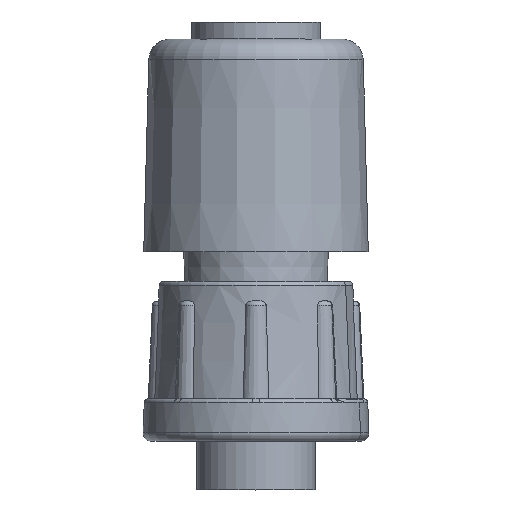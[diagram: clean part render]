
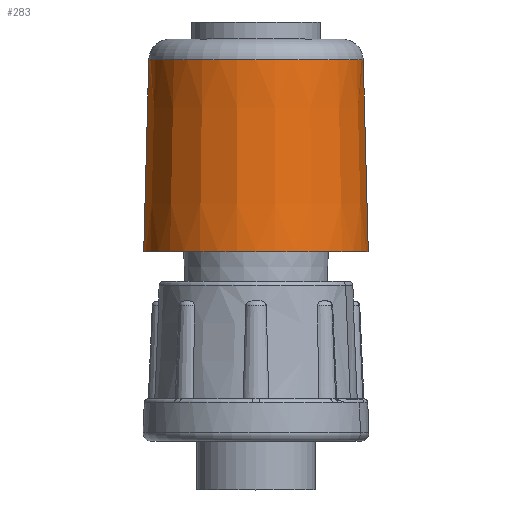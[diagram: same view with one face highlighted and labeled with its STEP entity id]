
A CAD part, top view. The second image highlights one B-rep face of the part: STEP entity #283.
In plain terms, the highlighted conical face has half-angle 1.5 degrees and reference radius 6.706 mm.
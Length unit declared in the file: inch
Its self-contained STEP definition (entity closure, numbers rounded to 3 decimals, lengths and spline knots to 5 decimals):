
#118 = DIRECTION ( 'NONE',  ( 0.026, -1., 0. ) ) ;
#262 = ORIENTED_EDGE ( 'NONE', *, *, #587, .T. ) ;
#283 = ADVANCED_FACE ( 'NONE', ( #730 ), #595, .T. ) ;
#468 = DIRECTION ( 'NONE',  ( 0., -1., 0. ) ) ;
#530 = AXIS2_PLACEMENT_3D ( 'NONE', #3857, #1545, #1915 ) ;
#587 = EDGE_CURVE ( 'NONE', #3949, #1731, #913, .T. ) ;
#595 = CONICAL_SURFACE ( 'NONE', #530, 0.264, 0.026 ) ;
#685 = EDGE_LOOP ( 'NONE', ( #2373, #262, #4546, #4535 ) ) ;
#717 = CIRCLE ( 'NONE', #1572, 0.264 ) ;
#730 = FACE_OUTER_BOUND ( 'NONE', #685, .T. ) ;
#913 = CIRCLE ( 'NONE', #1750, 0.25218 ) ;
#966 = CARTESIAN_POINT ( 'NONE',  ( 0., 0.45131, 0. ) ) ;
#1364 = DIRECTION ( 'NONE',  ( -1., 0., 0. ) ) ;
#1545 = DIRECTION ( 'NONE',  ( 0., -1., 0. ) ) ;
#1572 = AXIS2_PLACEMENT_3D ( 'NONE', #2808, #468, #3187 ) ;
#1703 = VECTOR ( 'NONE', #118, 39.37008 ) ;
#1731 = VERTEX_POINT ( 'NONE', #2369 ) ;
#1750 = AXIS2_PLACEMENT_3D ( 'NONE', #966, #3674, #1364 ) ;
#1915 = DIRECTION ( 'NONE',  ( -1., 0., 0. ) ) ;
#2062 = CARTESIAN_POINT ( 'NONE',  ( 0.264, 0., 0. ) ) ;
#2072 = DIRECTION ( 'NONE',  ( -0.026, -1., 0. ) ) ;
#2080 = VERTEX_POINT ( 'NONE', #4094 ) ;
#2369 = CARTESIAN_POINT ( 'NONE',  ( -0.25218, 0.45131, 0. ) ) ;
#2373 = ORIENTED_EDGE ( 'NONE', *, *, #4403, .F. ) ;
#2416 = EDGE_CURVE ( 'NONE', #1731, #4008, #3696, .T. ) ;
#2552 = VECTOR ( 'NONE', #2072, 39.37008 ) ;
#2808 = CARTESIAN_POINT ( 'NONE',  ( 0., 0., 0. ) ) ;
#3024 = EDGE_CURVE ( 'NONE', #2080, #4008, #717, .T. ) ;
#3063 = CARTESIAN_POINT ( 'NONE',  ( 0.25218, 0.45131, 0. ) ) ;
#3187 = DIRECTION ( 'NONE',  ( -1., 0., 0. ) ) ;
#3480 = CARTESIAN_POINT ( 'NONE',  ( -0.264, 0., 0. ) ) ;
#3674 = DIRECTION ( 'NONE',  ( 0., -1., 0. ) ) ;
#3696 = LINE ( 'NONE', #3987, #2552 ) ;
#3857 = CARTESIAN_POINT ( 'NONE',  ( 0., 0., 0. ) ) ;
#3880 = LINE ( 'NONE', #2062, #1703 ) ;
#3949 = VERTEX_POINT ( 'NONE', #3063 ) ;
#3987 = CARTESIAN_POINT ( 'NONE',  ( -0.264, 0., 0. ) ) ;
#4008 = VERTEX_POINT ( 'NONE', #3480 ) ;
#4094 = CARTESIAN_POINT ( 'NONE',  ( 0.264, 0., 0. ) ) ;
#4403 = EDGE_CURVE ( 'NONE', #3949, #2080, #3880, .T. ) ;
#4535 = ORIENTED_EDGE ( 'NONE', *, *, #3024, .F. ) ;
#4546 = ORIENTED_EDGE ( 'NONE', *, *, #2416, .T. ) ;
